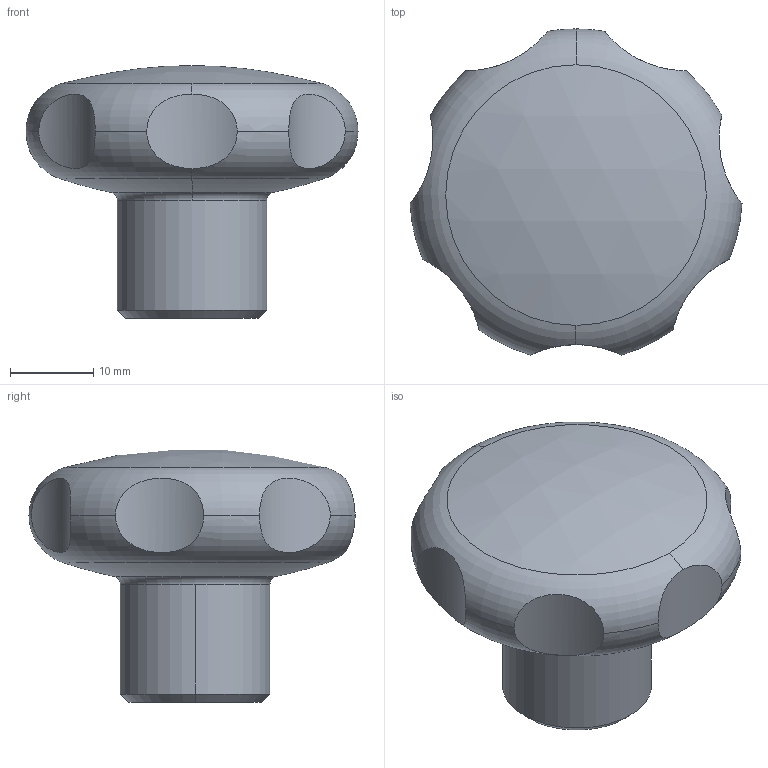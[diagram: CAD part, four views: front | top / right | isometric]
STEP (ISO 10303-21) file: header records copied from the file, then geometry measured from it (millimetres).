
FILE_DESCRIPTION(('STEP AP214'),'1');
FILE_NAME('HALDERN_EH_24690_0643.stp','2021-06-29T12:37:19',('TraceParts'),('TraceParts S.A.'),'Spatial InterOp 3D',' ',' ');
FILE_SCHEMA(('AUTOMOTIVE_DESIGN { 1 0 10303 214 1 1 1 1 }'));
Length unit declared in the file: millimetre
Products named in the file (1): HALDERN_EH_24690_0643
Bounding box: 39.95 x 39.25 x 30.41 mm (x, y, z)
Volume: 17274.1 mm3; surface area: 4437.9 mm2
Topology: 1 solids, 1 shells, 25 faces, 63 edges, 39 vertices
Faces by surface type: cylinder 11, torus 8, cone 4, sphere 1, plane 1
Entity records: 1250 total; most frequent: CARTESIAN_POINT 440, DIRECTION 134, ORIENTED_EDGE 122, AXIS2_PLACEMENT_3D 63, EDGE_CURVE 61, VERTEX_POINT 39, CIRCLE 37, EDGE_LOOP 26
